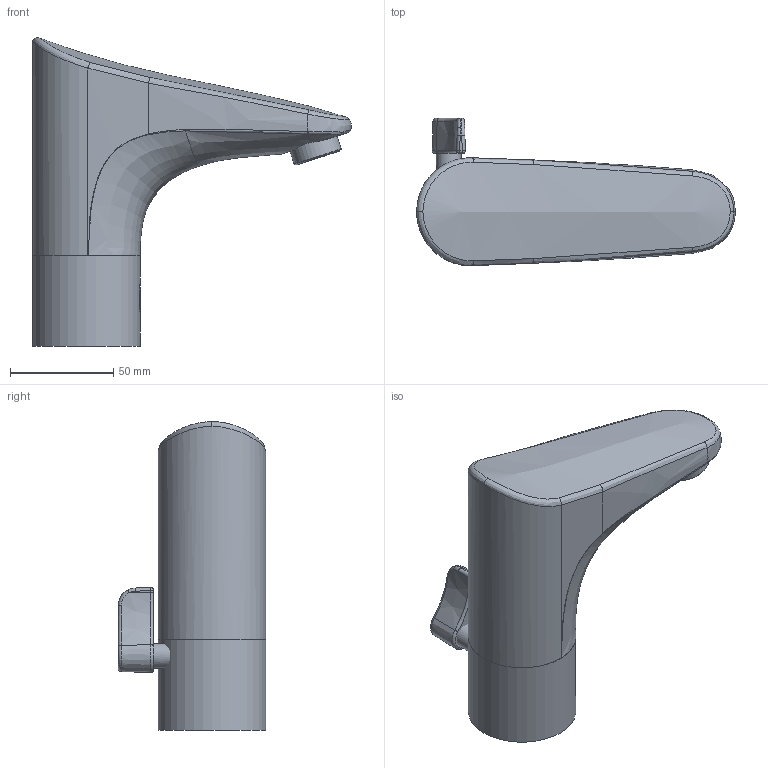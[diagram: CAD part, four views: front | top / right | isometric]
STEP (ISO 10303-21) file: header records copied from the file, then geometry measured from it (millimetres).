
FILE_DESCRIPTION(/* description */ ('Unknown'),/* implementation_level */ '2;1');
FILE_NAME(/* name */ '36207001',/* time_stamp */ '2022-09-08T05:48:29+02:00',/* author */ ('Unknown'),/* organization */ ('GROHE AG'),/* preprocessor_version */ 'ST-DEVELOPER v16.7',/* originating_system */ 'DEX',/* authorisation */ $);
FILE_SCHEMA (('AUTOMOTIVE_DESIGN {1 0 10303 214 3 1 1}'));
Length unit declared in the file: millimetre
Products named in the file (3): 36207001; id11; OVAL_5 20100827
Assembly tree (2 placements, depth 2):
  36207001
    id11
    OVAL_5 20100827
Bounding box: 153.98 x 71.25 x 149.23 mm (x, y, z)
Volume: 353556.8 mm3; surface area: 45502.2 mm2
Topology: 2 solids, 7 shells, 81 faces, 197 edges, 123 vertices
Faces by surface type: bspline 36, cylinder 20, plane 14, torus 8, cone 3
Full cylindrical faces by diameter (mm): 12 x1, 23.87 x1, 24.5 x1, 52 x1
Entity records: 7495 total; most frequent: CARTESIAN_POINT 5583, ORIENTED_EDGE 347, DIRECTION 227, EDGE_CURVE 186, VERTEX_POINT 121, B_SPLINE_CURVE_WITH_KNOTS 102, AXIS2_PLACEMENT_3D 95, EDGE_LOOP 91
